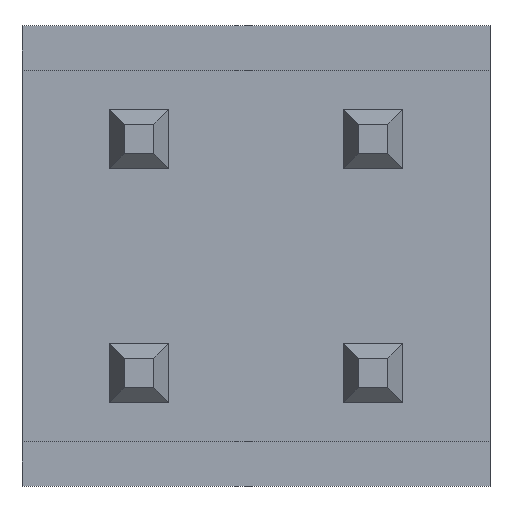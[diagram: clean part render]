
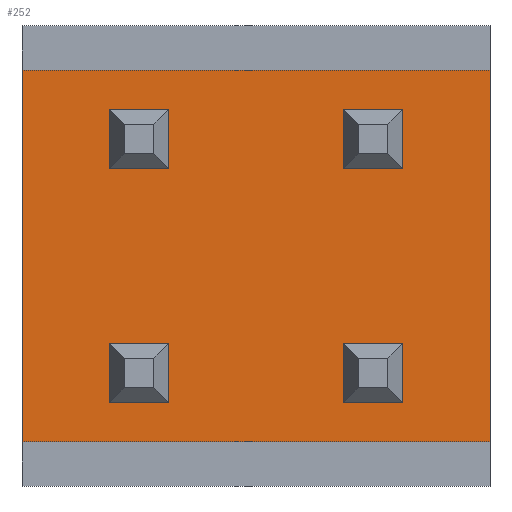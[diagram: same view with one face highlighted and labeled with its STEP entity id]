
A CAD part, front view. The second image highlights one B-rep face of the part: STEP entity #252.
In plain terms, the highlighted planar face has unit normal (0, -1, 0).
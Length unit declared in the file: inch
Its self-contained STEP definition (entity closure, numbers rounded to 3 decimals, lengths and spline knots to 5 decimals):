
#252 = ADVANCED_FACE( '', ( #531, #532, #533, #534, #535 ), #536, .F. );
#531 = FACE_BOUND( '', #857, .T. );
#532 = FACE_BOUND( '', #858, .T. );
#533 = FACE_BOUND( '', #859, .T. );
#534 = FACE_BOUND( '', #860, .T. );
#535 = FACE_OUTER_BOUND( '', #861, .T. );
#536 = PLANE( '', #862 );
#857 = EDGE_LOOP( '', ( #1406, #1407, #1408, #1409 ) );
#858 = EDGE_LOOP( '', ( #1410, #1411, #1412, #1413 ) );
#859 = EDGE_LOOP( '', ( #1414, #1415, #1416, #1417 ) );
#860 = EDGE_LOOP( '', ( #1418, #1419, #1420, #1421 ) );
#861 = EDGE_LOOP( '', ( #1422, #1423, #1424, #1425 ) );
#862 = AXIS2_PLACEMENT_3D( '', #1426, #1427, #1428 );
#1406 = ORIENTED_EDGE( '', *, *, #2130, .T. );
#1407 = ORIENTED_EDGE( '', *, *, #2131, .T. );
#1408 = ORIENTED_EDGE( '', *, *, #2132, .T. );
#1409 = ORIENTED_EDGE( '', *, *, #1946, .T. );
#1410 = ORIENTED_EDGE( '', *, *, #2133, .T. );
#1411 = ORIENTED_EDGE( '', *, *, #2134, .T. );
#1412 = ORIENTED_EDGE( '', *, *, #2135, .T. );
#1413 = ORIENTED_EDGE( '', *, *, #2136, .T. );
#1414 = ORIENTED_EDGE( '', *, *, #2137, .T. );
#1415 = ORIENTED_EDGE( '', *, *, #1941, .T. );
#1416 = ORIENTED_EDGE( '', *, *, #2060, .T. );
#1417 = ORIENTED_EDGE( '', *, *, #2138, .T. );
#1418 = ORIENTED_EDGE( '', *, *, #2139, .T. );
#1419 = ORIENTED_EDGE( '', *, *, #2140, .T. );
#1420 = ORIENTED_EDGE( '', *, *, #1936, .T. );
#1421 = ORIENTED_EDGE( '', *, *, #2141, .T. );
#1422 = ORIENTED_EDGE( '', *, *, #2142, .T. );
#1423 = ORIENTED_EDGE( '', *, *, #2143, .F. );
#1424 = ORIENTED_EDGE( '', *, *, #2039, .F. );
#1425 = ORIENTED_EDGE( '', *, *, #2075, .T. );
#1426 = CARTESIAN_POINT( '', ( -0.07874, 0.01, -0.0625 ) );
#1427 = DIRECTION( '', ( 0., 1., 0. ) );
#1428 = DIRECTION( '', ( 0., 0., 1. ) );
#1936 = EDGE_CURVE( '', #2284, #2285, #2286, .T. );
#1941 = EDGE_CURVE( '', #2293, #2294, #2295, .T. );
#1946 = EDGE_CURVE( '', #2302, #2303, #2304, .T. );
#2039 = EDGE_CURVE( '', #2457, #2458, #2459, .T. );
#2060 = EDGE_CURVE( '', #2294, #2492, #2493, .T. );
#2075 = EDGE_CURVE( '', #2457, #2513, #2515, .T. );
#2130 = EDGE_CURVE( '', #2303, #2592, #2593, .T. );
#2131 = EDGE_CURVE( '', #2592, #2594, #2595, .T. );
#2132 = EDGE_CURVE( '', #2594, #2302, #2596, .T. );
#2133 = EDGE_CURVE( '', #2597, #2598, #2599, .T. );
#2134 = EDGE_CURVE( '', #2598, #2600, #2601, .T. );
#2135 = EDGE_CURVE( '', #2600, #2602, #2603, .T. );
#2136 = EDGE_CURVE( '', #2602, #2597, #2604, .T. );
#2137 = EDGE_CURVE( '', #2605, #2293, #2606, .T. );
#2138 = EDGE_CURVE( '', #2492, #2605, #2607, .T. );
#2139 = EDGE_CURVE( '', #2608, #2609, #2610, .T. );
#2140 = EDGE_CURVE( '', #2609, #2284, #2611, .T. );
#2141 = EDGE_CURVE( '', #2285, #2608, #2612, .T. );
#2142 = EDGE_CURVE( '', #2513, #2613, #2614, .T. );
#2143 = EDGE_CURVE( '', #2458, #2613, #2615, .T. );
#2284 = VERTEX_POINT( '', #2784 );
#2285 = VERTEX_POINT( '', #2785 );
#2286 = LINE( '', #2786, #2787 );
#2293 = VERTEX_POINT( '', #2797 );
#2294 = VERTEX_POINT( '', #2798 );
#2295 = LINE( '', #2799, #2800 );
#2302 = VERTEX_POINT( '', #2810 );
#2303 = VERTEX_POINT( '', #2811 );
#2304 = LINE( '', #2812, #2813 );
#2457 = VERTEX_POINT( '', #3038 );
#2458 = VERTEX_POINT( '', #3039 );
#2459 = LINE( '', #3040, #3041 );
#2492 = VERTEX_POINT( '', #3090 );
#2493 = LINE( '', #3091, #3092 );
#2513 = VERTEX_POINT( '', #3121 );
#2515 = LINE( '', #3124, #3125 );
#2592 = VERTEX_POINT( '', #3244 );
#2593 = LINE( '', #3245, #3246 );
#2594 = VERTEX_POINT( '', #3247 );
#2595 = LINE( '', #3248, #3249 );
#2596 = LINE( '', #3250, #3251 );
#2597 = VERTEX_POINT( '', #3252 );
#2598 = VERTEX_POINT( '', #3253 );
#2599 = LINE( '', #3254, #3255 );
#2600 = VERTEX_POINT( '', #3256 );
#2601 = LINE( '', #3257, #3258 );
#2602 = VERTEX_POINT( '', #3259 );
#2603 = LINE( '', #3260, #3261 );
#2604 = LINE( '', #3262, #3263 );
#2605 = VERTEX_POINT( '', #3264 );
#2606 = LINE( '', #3265, #3266 );
#2607 = LINE( '', #3267, #3268 );
#2608 = VERTEX_POINT( '', #3269 );
#2609 = VERTEX_POINT( '', #3270 );
#2610 = LINE( '', #3271, #3272 );
#2611 = LINE( '', #3273, #3274 );
#2612 = LINE( '', #3275, #3276 );
#2613 = VERTEX_POINT( '', #3277 );
#2614 = LINE( '', #3278, #3279 );
#2615 = LINE( '', #3280, #3281 );
#2784 = CARTESIAN_POINT( '', ( -0.02937, 0.01, 0.04937 ) );
#2785 = CARTESIAN_POINT( '', ( -0.02937, 0.01, 0.02937 ) );
#2786 = CARTESIAN_POINT( '', ( -0.02937, 0.01, 0.04937 ) );
#2787 = VECTOR( '', #3514, 39.37008 );
#2797 = CARTESIAN_POINT( '', ( -0.04937, 0.01, -0.02937 ) );
#2798 = CARTESIAN_POINT( '', ( -0.02937, 0.01, -0.02937 ) );
#2799 = CARTESIAN_POINT( '', ( -0.04937, 0.01, -0.02937 ) );
#2800 = VECTOR( '', #3518, 39.37008 );
#2810 = CARTESIAN_POINT( '', ( 0.04937, 0.01, -0.04937 ) );
#2811 = CARTESIAN_POINT( '', ( 0.02937, 0.01, -0.04937 ) );
#2812 = CARTESIAN_POINT( '', ( 0.04937, 0.01, -0.04937 ) );
#2813 = VECTOR( '', #3522, 39.37008 );
#3038 = CARTESIAN_POINT( '', ( -0.07874, 0.01, -0.0625 ) );
#3039 = CARTESIAN_POINT( '', ( -0.07874, 0.01, 0.0625 ) );
#3040 = CARTESIAN_POINT( '', ( -0.07874, 0.01, -0.0625 ) );
#3041 = VECTOR( '', #3595, 39.37008 );
#3090 = CARTESIAN_POINT( '', ( -0.02937, 0.01, -0.04937 ) );
#3091 = CARTESIAN_POINT( '', ( -0.02937, 0.01, -0.02937 ) );
#3092 = VECTOR( '', #3612, 39.37008 );
#3121 = CARTESIAN_POINT( '', ( 0.07874, 0.01, -0.0625 ) );
#3124 = CARTESIAN_POINT( '', ( -0.07874, 0.01, -0.0625 ) );
#3125 = VECTOR( '', #3623, 39.37008 );
#3244 = CARTESIAN_POINT( '', ( 0.02937, 0.01, -0.02937 ) );
#3245 = CARTESIAN_POINT( '', ( 0.02937, 0.01, -0.04937 ) );
#3246 = VECTOR( '', #3666, 39.37008 );
#3247 = CARTESIAN_POINT( '', ( 0.04937, 0.01, -0.02937 ) );
#3248 = CARTESIAN_POINT( '', ( 0.02937, 0.01, -0.02937 ) );
#3249 = VECTOR( '', #3667, 39.37008 );
#3250 = CARTESIAN_POINT( '', ( 0.04937, 0.01, -0.02937 ) );
#3251 = VECTOR( '', #3668, 39.37008 );
#3252 = CARTESIAN_POINT( '', ( 0.02937, 0.01, 0.02937 ) );
#3253 = CARTESIAN_POINT( '', ( 0.02937, 0.01, 0.04937 ) );
#3254 = CARTESIAN_POINT( '', ( 0.02937, 0.01, 0.02937 ) );
#3255 = VECTOR( '', #3669, 39.37008 );
#3256 = CARTESIAN_POINT( '', ( 0.04937, 0.01, 0.04937 ) );
#3257 = CARTESIAN_POINT( '', ( 0.02937, 0.01, 0.04937 ) );
#3258 = VECTOR( '', #3670, 39.37008 );
#3259 = CARTESIAN_POINT( '', ( 0.04937, 0.01, 0.02937 ) );
#3260 = CARTESIAN_POINT( '', ( 0.04937, 0.01, 0.04937 ) );
#3261 = VECTOR( '', #3671, 39.37008 );
#3262 = CARTESIAN_POINT( '', ( 0.04937, 0.01, 0.02937 ) );
#3263 = VECTOR( '', #3672, 39.37008 );
#3264 = CARTESIAN_POINT( '', ( -0.04937, 0.01, -0.04937 ) );
#3265 = CARTESIAN_POINT( '', ( -0.04937, 0.01, -0.04937 ) );
#3266 = VECTOR( '', #3673, 39.37008 );
#3267 = CARTESIAN_POINT( '', ( -0.02937, 0.01, -0.04937 ) );
#3268 = VECTOR( '', #3674, 39.37008 );
#3269 = CARTESIAN_POINT( '', ( -0.04937, 0.01, 0.02937 ) );
#3270 = CARTESIAN_POINT( '', ( -0.04937, 0.01, 0.04937 ) );
#3271 = CARTESIAN_POINT( '', ( -0.04937, 0.01, 0.02937 ) );
#3272 = VECTOR( '', #3675, 39.37008 );
#3273 = CARTESIAN_POINT( '', ( -0.04937, 0.01, 0.04937 ) );
#3274 = VECTOR( '', #3676, 39.37008 );
#3275 = CARTESIAN_POINT( '', ( -0.02937, 0.01, 0.02937 ) );
#3276 = VECTOR( '', #3677, 39.37008 );
#3277 = CARTESIAN_POINT( '', ( 0.07874, 0.01, 0.0625 ) );
#3278 = CARTESIAN_POINT( '', ( 0.07874, 0.01, -0.0625 ) );
#3279 = VECTOR( '', #3678, 39.37008 );
#3280 = CARTESIAN_POINT( '', ( -0.07874, 0.01, 0.0625 ) );
#3281 = VECTOR( '', #3679, 39.37008 );
#3514 = DIRECTION( '', ( 0., 0., -1. ) );
#3518 = DIRECTION( '', ( 1., 0., 0. ) );
#3522 = DIRECTION( '', ( -1., 0., 0. ) );
#3595 = DIRECTION( '', ( 0., 0., 1. ) );
#3612 = DIRECTION( '', ( 0., 0., -1. ) );
#3623 = DIRECTION( '', ( 1., 0., 0. ) );
#3666 = DIRECTION( '', ( 0., 0., 1. ) );
#3667 = DIRECTION( '', ( 1., 0., 0. ) );
#3668 = DIRECTION( '', ( 0., 0., -1. ) );
#3669 = DIRECTION( '', ( 0., 0., 1. ) );
#3670 = DIRECTION( '', ( 1., 0., 0. ) );
#3671 = DIRECTION( '', ( 0., 0., -1. ) );
#3672 = DIRECTION( '', ( -1., 0., 0. ) );
#3673 = DIRECTION( '', ( 0., 0., 1. ) );
#3674 = DIRECTION( '', ( -1., 0., 0. ) );
#3675 = DIRECTION( '', ( 0., 0., 1. ) );
#3676 = DIRECTION( '', ( 1., 0., 0. ) );
#3677 = DIRECTION( '', ( -1., 0., 0. ) );
#3678 = DIRECTION( '', ( 0., 0., 1. ) );
#3679 = DIRECTION( '', ( 1., 0., 0. ) );
